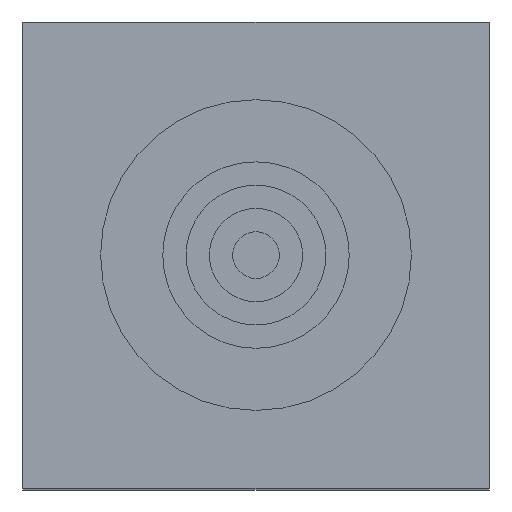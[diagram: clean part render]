
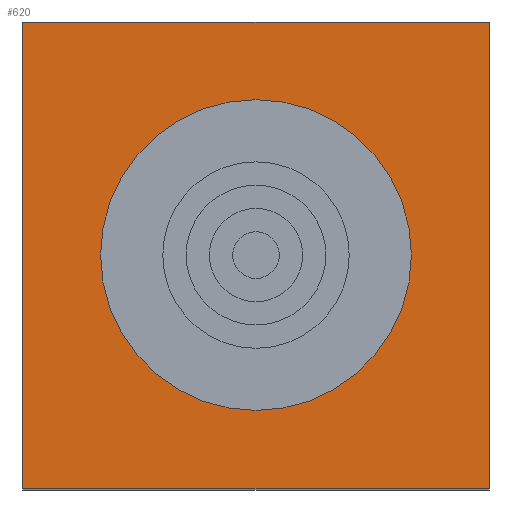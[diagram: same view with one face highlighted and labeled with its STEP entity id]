
A CAD part, top view. The second image highlights one B-rep face of the part: STEP entity #620.
In plain terms, the highlighted planar face has unit normal (0, 0, 1).
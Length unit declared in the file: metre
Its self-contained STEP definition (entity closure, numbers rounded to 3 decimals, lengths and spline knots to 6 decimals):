
#620=ADVANCED_FACE('0:12715',(#803,#804),#805,.T.);
#803=FACE_BOUND('',#991,.T.);
#804=FACE_OUTER_BOUND('',#992,.T.);
#805=PLANE('',#993);
#991=EDGE_LOOP('',(#1502,#1503));
#992=EDGE_LOOP('',(#1504,#1505,#1506,#1507));
#993=AXIS2_PLACEMENT_3D('',#1508,#1509,#1510);
#1502=ORIENTED_EDGE('',*,*,#1685,.T.);
#1503=ORIENTED_EDGE('',*,*,#1681,.T.);
#1504=ORIENTED_EDGE('',*,*,#1690,.F.);
#1505=ORIENTED_EDGE('',*,*,#1691,.F.);
#1506=ORIENTED_EDGE('',*,*,#1692,.F.);
#1507=ORIENTED_EDGE('',*,*,#1693,.F.);
#1508=CARTESIAN_POINT('',(0.0,0.0,7.0));
#1509=DIRECTION('',(0.0,0.0,1.0));
#1510=DIRECTION('',(1.0,0.0,0.0));
#1681=EDGE_CURVE('0:12730',#1926,#1923,#1927,.T.);
#1685=EDGE_CURVE('0:12730',#1923,#1926,#1932,.T.);
#1690=EDGE_CURVE('0:12748',#1941,#1942,#1943,.T.);
#1691=EDGE_CURVE('0:12751',#1944,#1941,#1945,.T.);
#1692=EDGE_CURVE('0:12754',#1946,#1944,#1947,.T.);
#1693=EDGE_CURVE('0:12757',#1942,#1946,#1948,.T.);
#1923=VERTEX_POINT('',#2205);
#1926=VERTEX_POINT('',#2209);
#1927=CIRCLE('',#2210,1.0);
#1932=CIRCLE('',#2216,1.0);
#1941=VERTEX_POINT('',#2229);
#1942=VERTEX_POINT('',#2230);
#1943=LINE('',#2231,#2232);
#1944=VERTEX_POINT('',#2233);
#1945=LINE('',#2234,#2235);
#1946=VERTEX_POINT('',#2236);
#1947=LINE('',#2237,#2238);
#1948=LINE('',#2239,#2240);
#2205=CARTESIAN_POINT('',(-1.0,0.0,7.0));
#2209=CARTESIAN_POINT('',(1.0,0.,7.0));
#2210=AXIS2_PLACEMENT_3D('',#2544,#2545,#2546);
#2216=AXIS2_PLACEMENT_3D('',#2554,#2555,#2556);
#2229=CARTESIAN_POINT('',(1.5,-1.5,7.0));
#2230=CARTESIAN_POINT('',(-1.5,-1.5,7.0));
#2231=CARTESIAN_POINT('',(1.5,-1.5,7.0));
#2232=VECTOR('',#2561,1.0);
#2233=CARTESIAN_POINT('',(1.5,1.5,7.0));
#2234=CARTESIAN_POINT('',(1.5,1.5,7.0));
#2235=VECTOR('',#2562,1.0);
#2236=CARTESIAN_POINT('',(-1.5,1.5,7.0));
#2237=CARTESIAN_POINT('',(-1.5,1.5,7.0));
#2238=VECTOR('',#2563,1.0);
#2239=CARTESIAN_POINT('',(-1.5,-1.5,7.0));
#2240=VECTOR('',#2564,1.0);
#2544=CARTESIAN_POINT('',(0.0,0.0,7.0));
#2545=DIRECTION('',(-0.0,0.0,-1.0));
#2546=DIRECTION('',(-1.0,0.0,0.0));
#2554=CARTESIAN_POINT('',(0.0,0.0,7.0));
#2555=DIRECTION('',(-0.0,0.0,-1.0));
#2556=DIRECTION('',(-1.0,0.0,0.0));
#2561=DIRECTION('',(-1.0,0.0,0.0));
#2562=DIRECTION('',(0.0,-1.0,0.0));
#2563=DIRECTION('',(1.0,0.0,0.0));
#2564=DIRECTION('',(0.0,1.0,0.0));
